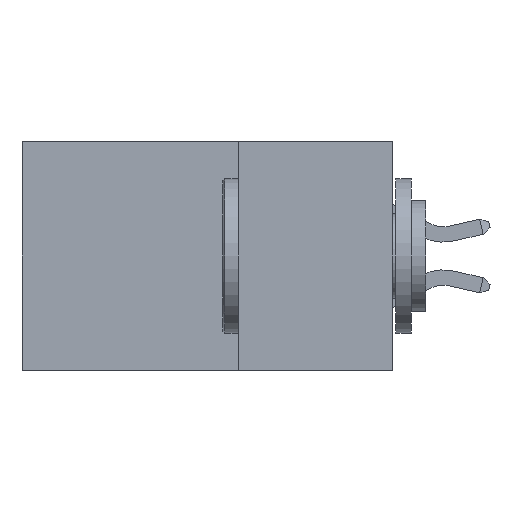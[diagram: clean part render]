
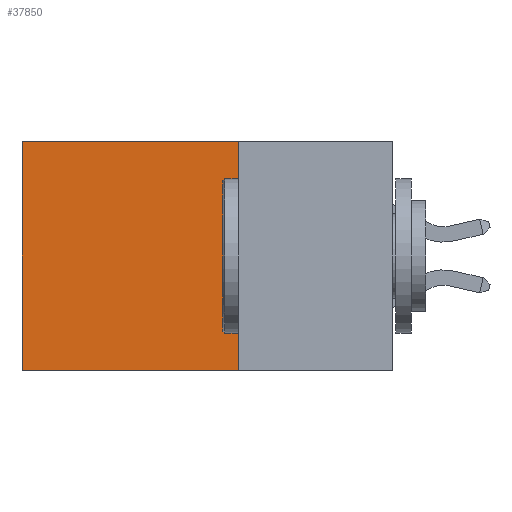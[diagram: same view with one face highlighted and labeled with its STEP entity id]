
A CAD part, left-side view. The second image highlights one B-rep face of the part: STEP entity #37850.
In plain terms, the highlighted planar face has unit normal (-1, 0, 0).
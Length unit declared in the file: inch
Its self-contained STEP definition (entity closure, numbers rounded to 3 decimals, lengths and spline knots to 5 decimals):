
#496 = ORIENTED_EDGE ( 'NONE', *, *, #4932, .F. ) ;
#1475 = CARTESIAN_POINT ( 'NONE',  ( 0.2875, 0.25, -0.37 ) ) ;
#1964 = EDGE_LOOP ( 'NONE', ( #4783, #496, #15340, #7045 ) ) ;
#2965 = CARTESIAN_POINT ( 'NONE',  ( 0.2875, 0.25, 0. ) ) ;
#3974 = PLANE ( 'NONE',  #37280 ) ;
#4783 = ORIENTED_EDGE ( 'NONE', *, *, #23948, .T. ) ;
#4932 = EDGE_CURVE ( 'NONE', #33507, #38273, #33224, .T. ) ;
#6984 = DIRECTION ( 'NONE',  ( 1., 0., 0. ) ) ;
#7045 = ORIENTED_EDGE ( 'NONE', *, *, #34320, .T. ) ;
#9687 = VERTEX_POINT ( 'NONE', #38933 ) ;
#10257 = VECTOR ( 'NONE', #25222, 39.37008 ) ;
#10266 = CARTESIAN_POINT ( 'NONE',  ( 0.2875, 0.25, 0. ) ) ;
#12015 = CARTESIAN_POINT ( 'NONE',  ( 0.2875, 0.25, 0. ) ) ;
#12530 = EDGE_CURVE ( 'NONE', #15812, #33507, #39680, .T. ) ;
#13428 = DIRECTION ( 'NONE',  ( 0., 0., -1. ) ) ;
#15340 = ORIENTED_EDGE ( 'NONE', *, *, #12530, .F. ) ;
#15812 = VERTEX_POINT ( 'NONE', #12015 ) ;
#15918 = CARTESIAN_POINT ( 'NONE',  ( 0.2875, 0.6, 0. ) ) ;
#18347 = LINE ( 'NONE', #15918, #21767 ) ;
#21767 = VECTOR ( 'NONE', #13428, 39.37008 ) ;
#23948 = EDGE_CURVE ( 'NONE', #9687, #38273, #18347, .T. ) ;
#24210 = FACE_OUTER_BOUND ( 'NONE', #1964, .T. ) ;
#24467 = CARTESIAN_POINT ( 'NONE',  ( 0.2875, 0.6, -0.37 ) ) ;
#24934 = VECTOR ( 'NONE', #34695, 39.37008 ) ;
#25222 = DIRECTION ( 'NONE',  ( 0., 1., 0. ) ) ;
#25421 = CARTESIAN_POINT ( 'NONE',  ( 0.2875, 0.25, 0. ) ) ;
#32145 = DIRECTION ( 'NONE',  ( 0., 0., -1. ) ) ;
#33224 = LINE ( 'NONE', #34303, #24934 ) ;
#33507 = VERTEX_POINT ( 'NONE', #1475 ) ;
#34303 = CARTESIAN_POINT ( 'NONE',  ( 0.2875, 0.25, -0.37 ) ) ;
#34320 = EDGE_CURVE ( 'NONE', #15812, #9687, #35197, .T. ) ;
#34695 = DIRECTION ( 'NONE',  ( 0., 1., 0. ) ) ;
#35197 = LINE ( 'NONE', #2965, #10257 ) ;
#35245 = DIRECTION ( 'NONE',  ( 0., 0., -1. ) ) ;
#37280 = AXIS2_PLACEMENT_3D ( 'NONE', #25421, #6984, #35245 ) ;
#37850 = ADVANCED_FACE ( 'NONE', ( #24210 ), #3974, .F. ) ;
#38232 = VECTOR ( 'NONE', #32145, 39.37008 ) ;
#38273 = VERTEX_POINT ( 'NONE', #24467 ) ;
#38933 = CARTESIAN_POINT ( 'NONE',  ( 0.2875, 0.6, 0. ) ) ;
#39680 = LINE ( 'NONE', #10266, #38232 ) ;
